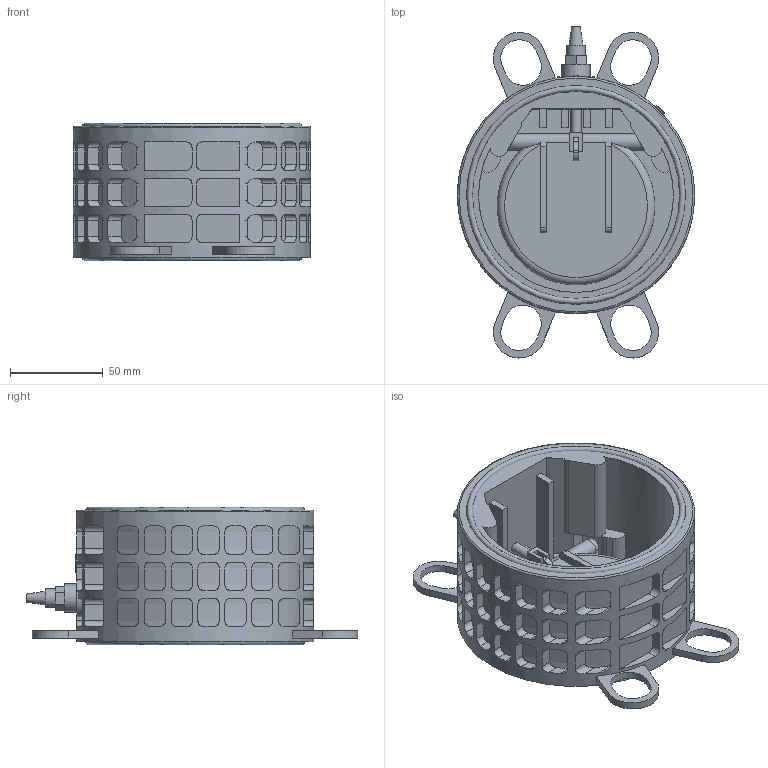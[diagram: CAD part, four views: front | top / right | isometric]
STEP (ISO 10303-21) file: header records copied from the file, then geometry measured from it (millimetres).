
FILE_DESCRIPTION(/* description */ ('PP-GR Check Valve type K4 with indicator and EPDM O-ring, Ø90/DN80, PN10'),/* implementation_level */ '2;1');
FILE_NAME(/* name */ 'CVK4GM-E-090',/* time_stamp */ '2021-11-25T13:21:37+01:00',/* author */ ('COAB Solutions'),/* organization */ ('GPA Flowsystem'),/* preprocessor_version */ 'ST-DEVELOPER v18.1',/* originating_system */ 'www.coabsolutions.com',/* authorisation */ 'unknown authorization');
FILE_SCHEMA (('AUTOMOTIVE_DESIGN { 1 0 10303 214 3 1 1 }'));
Length unit declared in the file: millimetre
Products named in the file (1): CVK4GM-E-090
Bounding box: 128 x 179.2 x 74.15 mm (x, y, z)
Volume: 368323.5 mm3; surface area: 123849.4 mm2
Topology: 3 solids, 3 shells, 686 faces, 1828 edges, 1215 vertices
Faces by surface type: plane 356, cylinder 301, bspline 22, torus 4, sphere 2, cone 1
Full cylindrical faces by diameter (mm): 5.514 x1, 9.132 x1, 10.143 x1, 15.269 x1, 111.885 x2, 118.19 x2, 128 x1
Entity records: 24771 total; most frequent: CARTESIAN_POINT 8054, ORIENTED_EDGE 3652, DIRECTION 3098, EDGE_CURVE 1826, VERTEX_POINT 1215, AXIS2_PLACEMENT_3D 1043, LINE 1012, VECTOR 1012
